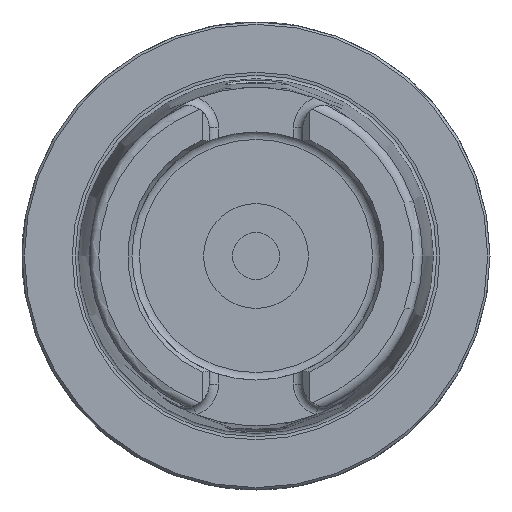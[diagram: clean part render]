
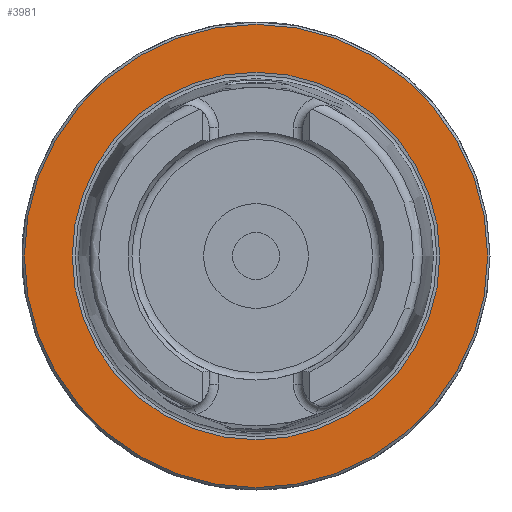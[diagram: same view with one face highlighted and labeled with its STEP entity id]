
A CAD part, left-side view. The second image highlights one B-rep face of the part: STEP entity #3981.
In plain terms, the highlighted planar face has unit normal (-1, 0, 0).
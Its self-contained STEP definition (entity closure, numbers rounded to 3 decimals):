
#725=FACE_BOUND('',#1229,.T.);
#774=PLANE('',#4529);
#1003=FACE_OUTER_BOUND('',#1228,.T.);
#1228=EDGE_LOOP('',(#3492));
#1229=EDGE_LOOP('',(#3493));
#1866=CIRCLE('',#4528,39.275);
#1867=CIRCLE('',#4530,49.5);
#2209=VERTEX_POINT('',#7584);
#2210=VERTEX_POINT('',#7588);
#2654=EDGE_CURVE('',#2209,#2209,#1866,.T.);
#2655=EDGE_CURVE('',#2210,#2210,#1867,.T.);
#3492=ORIENTED_EDGE('',*,*,#2655,.F.);
#3493=ORIENTED_EDGE('',*,*,#2654,.T.);
#3981=ADVANCED_FACE('',(#1003,#725),#774,.T.);
#4528=AXIS2_PLACEMENT_3D('',#7586,#5450,#5451);
#4529=AXIS2_PLACEMENT_3D('',#7587,#5452,#5453);
#4530=AXIS2_PLACEMENT_3D('',#7589,#5454,#5455);
#5450=DIRECTION('center_axis',(1.,0.,0.));
#5451=DIRECTION('ref_axis',(0.,0.,-1.));
#5452=DIRECTION('center_axis',(-1.,0.,0.));
#5453=DIRECTION('ref_axis',(0.,0.,1.));
#5454=DIRECTION('center_axis',(1.,0.,0.));
#5455=DIRECTION('ref_axis',(0.,0.,-1.));
#7584=CARTESIAN_POINT('',(0.,-39.275,0.));
#7586=CARTESIAN_POINT('Origin',(0.,0.,0.));
#7587=CARTESIAN_POINT('Origin',(0.,49.5,0.));
#7588=CARTESIAN_POINT('',(0.,-49.5,0.));
#7589=CARTESIAN_POINT('Origin',(0.,0.,0.));
